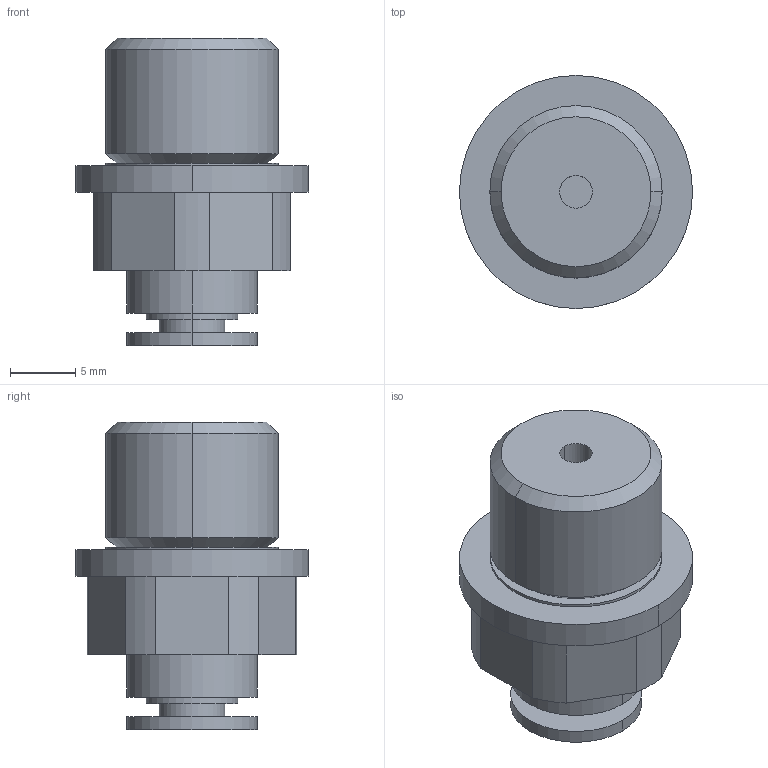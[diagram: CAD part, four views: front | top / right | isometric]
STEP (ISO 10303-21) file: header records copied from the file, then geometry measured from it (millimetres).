
FILE_DESCRIPTION((''),'2;1');
FILE_NAME('ILCP3024800','2006-11-21T',('KR'),(''),'PRO/ENGINEER BY PARAMETRIC TECHNOLOGY CORPORATION, 2005180','PRO/ENGINEER BY PARAMETRIC TECHNOLOGY CORPORATION, 2005180','');
FILE_SCHEMA(('AUTOMOTIVE_DESIGN_CC2 { 1 2 10303 214 -1 1 5 2 }'));
Length unit declared in the file: inch
Products named in the file (1): ILCP3024800
Bounding box: 17.8 x 17.8 x 23.5 mm (x, y, z)
Volume: 3223.3 mm3; surface area: 2093.4 mm2
Topology: 1 solids, 2 shells, 47 faces, 104 edges, 68 vertices
Faces by surface type: cylinder 26, plane 17, cone 4
Entity records: 1449 total; most frequent: DIRECTION 256, CARTESIAN_POINT 220, ORIENTED_EDGE 204, COLOUR_RGB 105, AXIS2_PLACEMENT_3D 104, EDGE_CURVE 104, VERTEX_POINT 68, EDGE_LOOP 56
